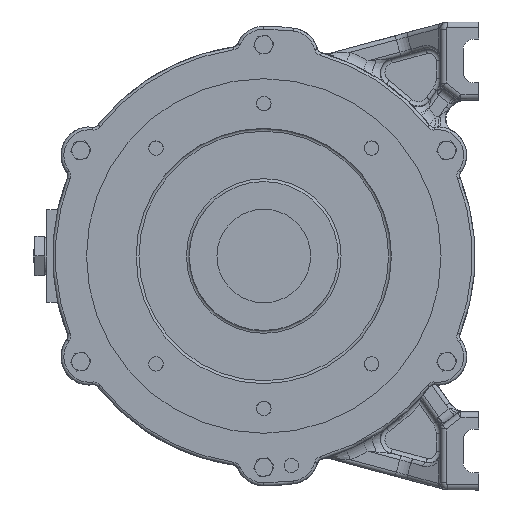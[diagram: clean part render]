
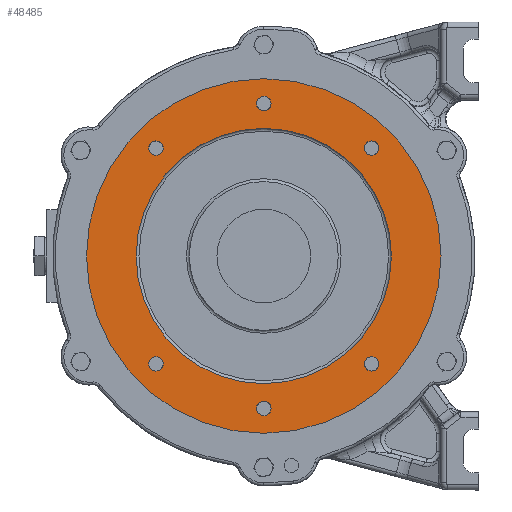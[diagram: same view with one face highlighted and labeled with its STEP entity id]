
A CAD part, left-side view. The second image highlights one B-rep face of the part: STEP entity #48485.
In plain terms, the highlighted planar face has unit normal (-1, 0, 0).
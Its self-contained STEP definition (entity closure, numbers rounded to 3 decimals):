
#660 = CARTESIAN_POINT ( 'NONE',  ( -118., 76.014, 70.914 ) ) ;
#1167 = CARTESIAN_POINT ( 'NONE',  ( -118., 0., 125. ) ) ;
#1610 = CARTESIAN_POINT ( 'NONE',  ( -118., 76.014, -81.114 ) ) ;
#1785 = DIRECTION ( 'NONE',  ( 0., 0., 1. ) ) ;
#2667 = DIRECTION ( 'NONE',  ( 1., 0., 0. ) ) ;
#3105 = AXIS2_PLACEMENT_3D ( 'NONE', #47443, #47690, #32100 ) ;
#3816 = CIRCLE ( 'NONE', #48652, 5.1 ) ;
#3916 = EDGE_CURVE ( 'NONE', #38905, #38905, #17120, .T. ) ;
#4898 = CARTESIAN_POINT ( 'NONE',  ( -118., 76.014, -76.014 ) ) ;
#5303 = CARTESIAN_POINT ( 'NONE',  ( -118., -76.014, 76.014 ) ) ;
#6308 = AXIS2_PLACEMENT_3D ( 'NONE', #11054, #2667, #26865 ) ;
#6449 = CIRCLE ( 'NONE', #39015, 5.1 ) ;
#8479 = CARTESIAN_POINT ( 'NONE',  ( -118., -76.014, 70.914 ) ) ;
#8999 = CARTESIAN_POINT ( 'NONE',  ( -118., 0., -112.6 ) ) ;
#9057 = VERTEX_POINT ( 'NONE', #1167 ) ;
#9267 = ORIENTED_EDGE ( 'NONE', *, *, #28819, .T. ) ;
#9651 = DIRECTION ( 'NONE',  ( -1., 0., 0. ) ) ;
#10821 = CARTESIAN_POINT ( 'NONE',  ( -118., 76.014, 76.014 ) ) ;
#11054 = CARTESIAN_POINT ( 'NONE',  ( -118., -76.014, -76.014 ) ) ;
#11185 = CIRCLE ( 'NONE', #6308, 5.1 ) ;
#11834 = EDGE_LOOP ( 'NONE', ( #40770 ) ) ;
#11981 = FACE_BOUND ( 'NONE', #47879, .T. ) ;
#12144 = CIRCLE ( 'NONE', #43082, 90. ) ;
#12586 = EDGE_LOOP ( 'NONE', ( #18067 ) ) ;
#13404 = EDGE_LOOP ( 'NONE', ( #30271 ) ) ;
#13604 = CARTESIAN_POINT ( 'NONE',  ( -118., 0., 0. ) ) ;
#13628 = CARTESIAN_POINT ( 'NONE',  ( -118., 0., 107.5 ) ) ;
#13988 = EDGE_LOOP ( 'NONE', ( #42837 ) ) ;
#14411 = CARTESIAN_POINT ( 'NONE',  ( -118., 0., 0. ) ) ;
#15710 = EDGE_CURVE ( 'NONE', #36566, #36566, #11185, .T. ) ;
#16397 = DIRECTION ( 'NONE',  ( 1., 0., 0. ) ) ;
#16415 = VERTEX_POINT ( 'NONE', #8999 ) ;
#17120 = CIRCLE ( 'NONE', #23630, 5.1 ) ;
#17310 = EDGE_LOOP ( 'NONE', ( #9267 ) ) ;
#18067 = ORIENTED_EDGE ( 'NONE', *, *, #49778, .T. ) ;
#19173 = EDGE_CURVE ( 'NONE', #9057, #9057, #37127, .T. ) ;
#19880 = FACE_OUTER_BOUND ( 'NONE', #13988, .T. ) ;
#20534 = CARTESIAN_POINT ( 'NONE',  ( -118., -76.014, -81.114 ) ) ;
#20860 = DIRECTION ( 'NONE',  ( 1., 0., 0. ) ) ;
#20884 = FACE_BOUND ( 'NONE', #42281, .T. ) ;
#21172 = CIRCLE ( 'NONE', #45610, 5.1 ) ;
#21890 = CARTESIAN_POINT ( 'NONE',  ( -118., -125., 0. ) ) ;
#22075 = DIRECTION ( 'NONE',  ( -1., 0., 0. ) ) ;
#23630 = AXIS2_PLACEMENT_3D ( 'NONE', #10821, #26356, #38090 ) ;
#24210 = FACE_BOUND ( 'NONE', #12586, .T. ) ;
#24545 = VERTEX_POINT ( 'NONE', #25777 ) ;
#25777 = CARTESIAN_POINT ( 'NONE',  ( -118., 0., 102.4 ) ) ;
#26356 = DIRECTION ( 'NONE',  ( 1., 0., 0. ) ) ;
#26865 = DIRECTION ( 'NONE',  ( 0., 0., -1. ) ) ;
#27438 = ORIENTED_EDGE ( 'NONE', *, *, #46938, .T. ) ;
#27844 = VERTEX_POINT ( 'NONE', #8479 ) ;
#28470 = EDGE_LOOP ( 'NONE', ( #27438 ) ) ;
#28819 = EDGE_CURVE ( 'NONE', #29416, #29416, #12144, .T. ) ;
#28895 = DIRECTION ( 'NONE',  ( 0., 0., 1. ) ) ;
#29167 = DIRECTION ( 'NONE',  ( 1., 0., 0. ) ) ;
#29416 = VERTEX_POINT ( 'NONE', #45257 ) ;
#29917 = ORIENTED_EDGE ( 'NONE', *, *, #48391, .T. ) ;
#30271 = ORIENTED_EDGE ( 'NONE', *, *, #3916, .T. ) ;
#31302 = DIRECTION ( 'NONE',  ( 0., 0., -1. ) ) ;
#31328 = FACE_BOUND ( 'NONE', #11834, .T. ) ;
#32100 = DIRECTION ( 'NONE',  ( 0., 0., -1. ) ) ;
#33257 = DIRECTION ( 'NONE',  ( 0., 0., -1. ) ) ;
#33790 = DIRECTION ( 'NONE',  ( 0., 0., 1. ) ) ;
#34335 = ORIENTED_EDGE ( 'NONE', *, *, #15710, .T. ) ;
#35684 = FACE_BOUND ( 'NONE', #13404, .T. ) ;
#36566 = VERTEX_POINT ( 'NONE', #20534 ) ;
#37127 = CIRCLE ( 'NONE', #43674, 125. ) ;
#38090 = DIRECTION ( 'NONE',  ( 0., 0., -1. ) ) ;
#38905 = VERTEX_POINT ( 'NONE', #660 ) ;
#39015 = AXIS2_PLACEMENT_3D ( 'NONE', #4898, #16397, #47757 ) ;
#39783 = FACE_BOUND ( 'NONE', #28470, .T. ) ;
#40565 = CIRCLE ( 'NONE', #3105, 5.1 ) ;
#40770 = ORIENTED_EDGE ( 'NONE', *, *, #42734, .T. ) ;
#42281 = EDGE_LOOP ( 'NONE', ( #34335 ) ) ;
#42734 = EDGE_CURVE ( 'NONE', #47777, #47777, #6449, .T. ) ;
#42837 = ORIENTED_EDGE ( 'NONE', *, *, #19173, .T. ) ;
#43082 = AXIS2_PLACEMENT_3D ( 'NONE', #13604, #48322, #28895 ) ;
#43099 = PLANE ( 'NONE',  #49538 ) ;
#43674 = AXIS2_PLACEMENT_3D ( 'NONE', #14411, #22075, #33790 ) ;
#45257 = CARTESIAN_POINT ( 'NONE',  ( -118., 0., 90. ) ) ;
#45610 = AXIS2_PLACEMENT_3D ( 'NONE', #13628, #29167, #33257 ) ;
#46938 = EDGE_CURVE ( 'NONE', #27844, #27844, #3816, .T. ) ;
#46948 = FACE_BOUND ( 'NONE', #17310, .T. ) ;
#47443 = CARTESIAN_POINT ( 'NONE',  ( -118., 0., -107.5 ) ) ;
#47690 = DIRECTION ( 'NONE',  ( 1., 0., 0. ) ) ;
#47757 = DIRECTION ( 'NONE',  ( 0., 0., -1. ) ) ;
#47777 = VERTEX_POINT ( 'NONE', #1610 ) ;
#47879 = EDGE_LOOP ( 'NONE', ( #29917 ) ) ;
#48322 = DIRECTION ( 'NONE',  ( 1., 0., 0. ) ) ;
#48391 = EDGE_CURVE ( 'NONE', #16415, #16415, #40565, .T. ) ;
#48485 = ADVANCED_FACE ( 'NONE', ( #11981, #24210, #20884, #39783, #35684, #31328, #46948, #19880 ), #43099, .T. ) ;
#48652 = AXIS2_PLACEMENT_3D ( 'NONE', #5303, #20860, #31302 ) ;
#49538 = AXIS2_PLACEMENT_3D ( 'NONE', #21890, #9651, #1785 ) ;
#49778 = EDGE_CURVE ( 'NONE', #24545, #24545, #21172, .T. ) ;
